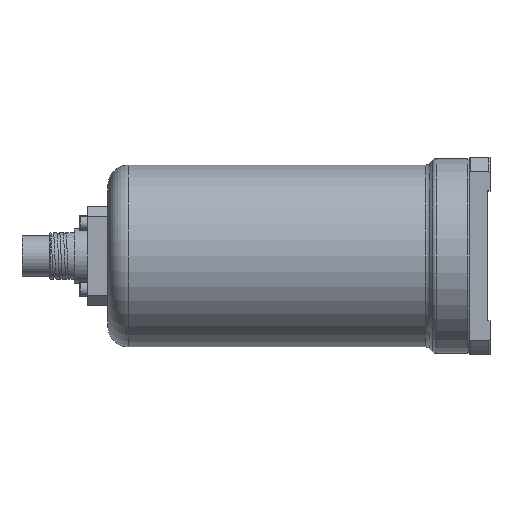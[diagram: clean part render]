
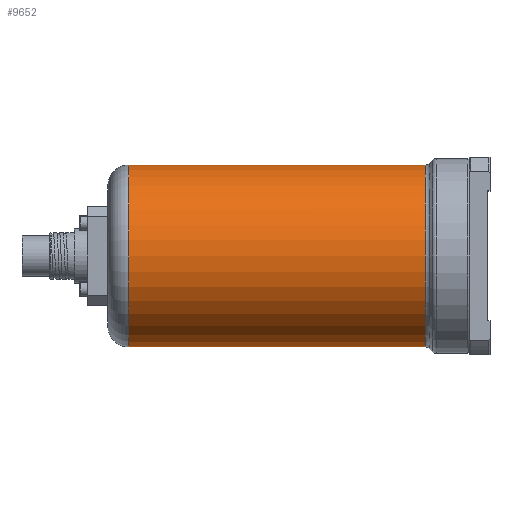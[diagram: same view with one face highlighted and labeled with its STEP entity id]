
A CAD part, front view. The second image highlights one B-rep face of the part: STEP entity #9652.
In plain terms, the highlighted cylindrical face has radius 35 mm (diameter 70 mm), a partial arc.
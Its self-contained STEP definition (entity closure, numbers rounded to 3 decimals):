
#248 = CARTESIAN_POINT ( 'NONE',  ( -131., 0., 35. ) ) ;
#588 = CARTESIAN_POINT ( 'NONE',  ( 12.909, 0., 35. ) ) ;
#1882 = EDGE_CURVE ( 'NONE', #9162, #16725, #22876, .T. ) ;
#2015 = CIRCLE ( 'NONE', #4386, 35. ) ;
#4386 = AXIS2_PLACEMENT_3D ( 'NONE', #27388, #9234, #4541 ) ;
#4541 = DIRECTION ( 'NONE',  ( 0., 0., -1. ) ) ;
#4996 = VERTEX_POINT ( 'NONE', #18790 ) ;
#7121 = EDGE_CURVE ( 'NONE', #26993, #4996, #26986, .T. ) ;
#7226 = CARTESIAN_POINT ( 'NONE',  ( -131., 0., -35. ) ) ;
#7802 = EDGE_CURVE ( 'NONE', #16725, #4996, #2015, .T. ) ;
#8395 = ORIENTED_EDGE ( 'NONE', *, *, #11959, .T. ) ;
#8874 = CARTESIAN_POINT ( 'NONE',  ( -131., 0., 0. ) ) ;
#9162 = VERTEX_POINT ( 'NONE', #7226 ) ;
#9229 = ORIENTED_EDGE ( 'NONE', *, *, #1882, .T. ) ;
#9234 = DIRECTION ( 'NONE',  ( -1., 0., 0. ) ) ;
#9448 = ORIENTED_EDGE ( 'NONE', *, *, #7802, .T. ) ;
#9652 = ADVANCED_FACE ( 'NONE', ( #16414 ), #18159, .T. ) ;
#9717 = DIRECTION ( 'NONE',  ( 1., 0., 0. ) ) ;
#11959 = EDGE_CURVE ( 'NONE', #26993, #9162, #24793, .T. ) ;
#12888 = EDGE_LOOP ( 'NONE', ( #18150, #8395, #9229, #9448 ) ) ;
#14120 = VECTOR ( 'NONE', #16621, 1000. ) ;
#16414 = FACE_OUTER_BOUND ( 'NONE', #12888, .T. ) ;
#16621 = DIRECTION ( 'NONE',  ( 1., 0., 0. ) ) ;
#16725 = VERTEX_POINT ( 'NONE', #18449 ) ;
#18150 = ORIENTED_EDGE ( 'NONE', *, *, #7121, .F. ) ;
#18159 = CYLINDRICAL_SURFACE ( 'NONE', #25376, 35. ) ;
#18449 = CARTESIAN_POINT ( 'NONE',  ( -16.828, 0., -35. ) ) ;
#18463 = CARTESIAN_POINT ( 'NONE',  ( 12.909, 0., 0. ) ) ;
#18790 = CARTESIAN_POINT ( 'NONE',  ( -16.828, 0., 35. ) ) ;
#20829 = CARTESIAN_POINT ( 'NONE',  ( 12.909, 0., -35. ) ) ;
#22876 = LINE ( 'NONE', #20829, #27264 ) ;
#24793 = CIRCLE ( 'NONE', #28545, 35. ) ;
#25325 = DIRECTION ( 'NONE',  ( 0., 0., -1. ) ) ;
#25376 = AXIS2_PLACEMENT_3D ( 'NONE', #18463, #27372, #25325 ) ;
#26723 = DIRECTION ( 'NONE',  ( 0., 0., -1. ) ) ;
#26986 = LINE ( 'NONE', #588, #14120 ) ;
#26993 = VERTEX_POINT ( 'NONE', #248 ) ;
#27008 = DIRECTION ( 'NONE',  ( 1., 0., 0. ) ) ;
#27264 = VECTOR ( 'NONE', #9717, 1000. ) ;
#27372 = DIRECTION ( 'NONE',  ( 1., 0., 0. ) ) ;
#27388 = CARTESIAN_POINT ( 'NONE',  ( -16.828, 0., 0. ) ) ;
#28545 = AXIS2_PLACEMENT_3D ( 'NONE', #8874, #27008, #26723 ) ;
